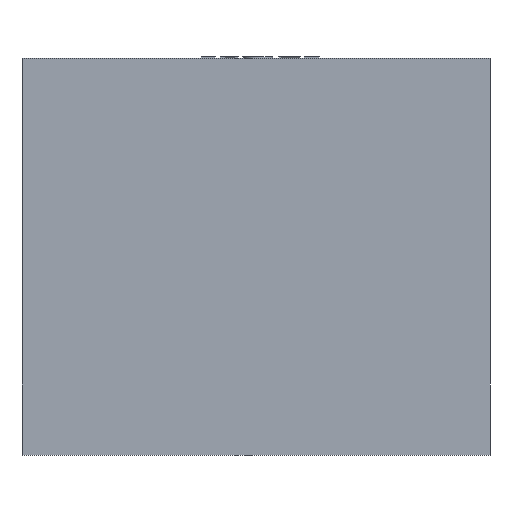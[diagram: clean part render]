
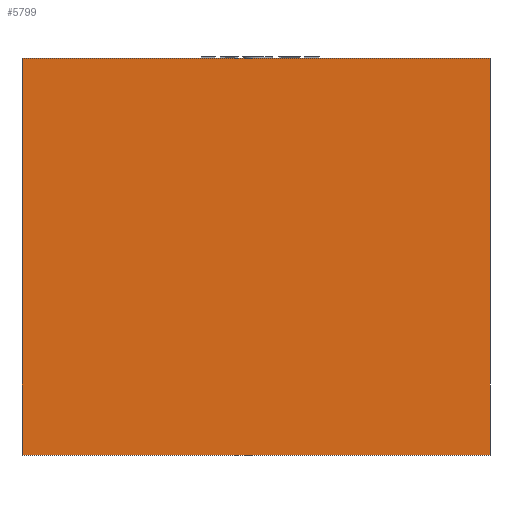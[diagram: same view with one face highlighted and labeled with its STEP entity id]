
A CAD part, front view. The second image highlights one B-rep face of the part: STEP entity #5799.
In plain terms, the highlighted planar face has unit normal (0, -1, 0).
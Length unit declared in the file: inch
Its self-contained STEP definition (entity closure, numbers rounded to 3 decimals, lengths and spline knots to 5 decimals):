
#4232 = LINE ( 'NONE', #4292, #4291 ) ;
#4286 = DIRECTION ( 'NONE',  ( 0., 0., -1. ) ) ;
#4287 = VECTOR ( 'NONE', #4286, 39.37008 ) ;
#4288 = CARTESIAN_POINT ( 'NONE',  ( 16.455, -13., -13.955 ) ) ;
#4289 = LINE ( 'NONE', #4288, #4287 ) ;
#4290 = DIRECTION ( 'NONE',  ( -1., 0., 0. ) ) ;
#4291 = VECTOR ( 'NONE', #4290, 39.37008 ) ;
#4292 = CARTESIAN_POINT ( 'NONE',  ( 16.455, -13., -13.955 ) ) ;
#4293 = DIRECTION ( 'NONE',  ( 0., 0., 1. ) ) ;
#4294 = VECTOR ( 'NONE', #4293, 39.37008 ) ;
#4295 = CARTESIAN_POINT ( 'NONE',  ( -16.455, -13., -13.955 ) ) ;
#4296 = LINE ( 'NONE', #4295, #4294 ) ;
#4297 = CARTESIAN_POINT ( 'NONE',  ( -16.455, -13., -13.955 ) ) ;
#4346 = DIRECTION ( 'NONE',  ( 0., 0., -1. ) ) ;
#4347 = DIRECTION ( 'NONE',  ( 0., -1., 0. ) ) ;
#4348 = CARTESIAN_POINT ( 'NONE',  ( 16.455, -13., 13.955 ) ) ;
#4349 = AXIS2_PLACEMENT_3D ( 'NONE', #4348, #4347, #4346 ) ;
#4350 = PLANE ( 'NONE',  #4349 ) ;
#4351 = FACE_OUTER_BOUND ( 'NONE', #5800, .T. ) ;
#4353 = CARTESIAN_POINT ( 'NONE',  ( 16.455, -13., -13.955 ) ) ;
#5141 = CARTESIAN_POINT ( 'NONE',  ( 16.455, -13., 13.955 ) ) ;
#5182 = CARTESIAN_POINT ( 'NONE',  ( -16.455, -13., 13.955 ) ) ;
#5183 = CARTESIAN_POINT ( 'NONE',  ( 16.455, -13., 13.955 ) ) ;
#5184 = LINE ( 'NONE', #5183, #5201 ) ;
#5200 = DIRECTION ( 'NONE',  ( 1., 0., 0. ) ) ;
#5201 = VECTOR ( 'NONE', #5200, 39.37008 ) ;
#5753 = EDGE_CURVE ( 'NONE', #5797, #5791, #4232, .T. ) ;
#5755 = EDGE_CURVE ( 'NONE', #5819, #5797, #4289, .T. ) ;
#5782 = ORIENTED_EDGE ( 'NONE', *, *, #5793, .F. ) ;
#5783 = ORIENTED_EDGE ( 'NONE', *, *, #5753, .F. ) ;
#5791 = VERTEX_POINT ( 'NONE', #4297 ) ;
#5793 = EDGE_CURVE ( 'NONE', #5791, #5827, #4296, .T. ) ;
#5797 = VERTEX_POINT ( 'NONE', #4353 ) ;
#5799 = ADVANCED_FACE ( 'NONE', ( #4351 ), #4350, .T. ) ;
#5800 = EDGE_LOOP ( 'NONE', ( #5801, #5802, #5782, #5783 ) ) ;
#5801 = ORIENTED_EDGE ( 'NONE', *, *, #5755, .F. ) ;
#5802 = ORIENTED_EDGE ( 'NONE', *, *, #5831, .F. ) ;
#5819 = VERTEX_POINT ( 'NONE', #5141 ) ;
#5827 = VERTEX_POINT ( 'NONE', #5182 ) ;
#5831 = EDGE_CURVE ( 'NONE', #5827, #5819, #5184, .T. ) ;
